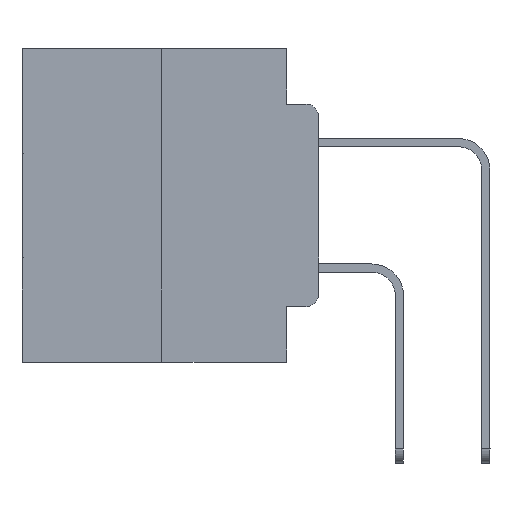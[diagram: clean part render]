
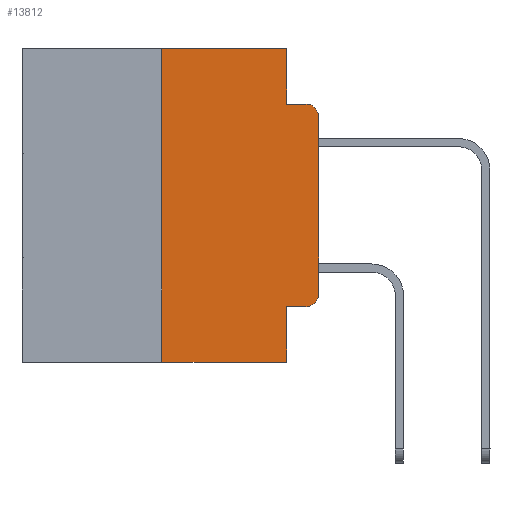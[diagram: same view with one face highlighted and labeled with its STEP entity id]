
A CAD part, left-side view. The second image highlights one B-rep face of the part: STEP entity #13812.
In plain terms, the highlighted planar face has unit normal (-1, 0, 0).
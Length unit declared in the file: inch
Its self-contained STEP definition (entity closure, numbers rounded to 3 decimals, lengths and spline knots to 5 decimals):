
#90 = ORIENTED_EDGE ( 'NONE', *, *, #14233, .T. ) ;
#632 = DIRECTION ( 'NONE',  ( 0., 0., -1. ) ) ;
#1052 = CARTESIAN_POINT ( 'NONE',  ( 0., 0.051, -0.4115 ) ) ;
#1245 = CARTESIAN_POINT ( 'NONE',  ( 0., 0.25, -0.5 ) ) ;
#2423 = DIRECTION ( 'NONE',  ( 1., 0., 0. ) ) ;
#2652 = AXIS2_PLACEMENT_3D ( 'NONE', #8726, #6043, #17384 ) ;
#2955 = LINE ( 'NONE', #14491, #11363 ) ;
#3164 = VECTOR ( 'NONE', #12576, 39.37008 ) ;
#3491 = LINE ( 'NONE', #26287, #20234 ) ;
#3873 = VERTEX_POINT ( 'NONE', #19078 ) ;
#4084 = ORIENTED_EDGE ( 'NONE', *, *, #8227, .T. ) ;
#4297 = VECTOR ( 'NONE', #22771, 39.37008 ) ;
#4521 = ORIENTED_EDGE ( 'NONE', *, *, #16320, .F. ) ;
#4844 = PLANE ( 'NONE',  #12876 ) ;
#5129 = VERTEX_POINT ( 'NONE', #11198 ) ;
#5741 = EDGE_CURVE ( 'NONE', #17121, #28950, #3491, .T. ) ;
#5810 = ORIENTED_EDGE ( 'NONE', *, *, #7603, .T. ) ;
#6043 = DIRECTION ( 'NONE',  ( -1., 0., 0. ) ) ;
#7396 = FACE_OUTER_BOUND ( 'NONE', #12638, .T. ) ;
#7603 = EDGE_CURVE ( 'NONE', #17121, #5129, #12093, .T. ) ;
#7734 = CARTESIAN_POINT ( 'NONE',  ( 0., 0.02, -0.3915 ) ) ;
#8227 = EDGE_CURVE ( 'NONE', #18428, #25396, #9377, .T. ) ;
#8598 = EDGE_CURVE ( 'NONE', #13477, #3873, #27900, .T. ) ;
#8711 = LINE ( 'NONE', #13619, #4297 ) ;
#8726 = CARTESIAN_POINT ( 'NONE',  ( 0., 0.02, -0.1085 ) ) ;
#9377 = CIRCLE ( 'NONE', #2652, 0.02 ) ;
#9845 = EDGE_CURVE ( 'NONE', #16450, #9904, #20719, .T. ) ;
#9904 = VERTEX_POINT ( 'NONE', #10342 ) ;
#9922 = CARTESIAN_POINT ( 'NONE',  ( 0., 0.473, 0. ) ) ;
#10281 = DIRECTION ( 'NONE',  ( 0., -1., 0. ) ) ;
#10342 = CARTESIAN_POINT ( 'NONE',  ( 0., 0.051, -0.0885 ) ) ;
#10752 = VECTOR ( 'NONE', #11801, 39.37008 ) ;
#11198 = CARTESIAN_POINT ( 'NONE',  ( 0., 0.051, -0.5 ) ) ;
#11363 = VECTOR ( 'NONE', #10281, 39.37008 ) ;
#11801 = DIRECTION ( 'NONE',  ( 0., -1., 0. ) ) ;
#11820 = VECTOR ( 'NONE', #27793, 39.37008 ) ;
#12014 = LINE ( 'NONE', #21153, #18182 ) ;
#12093 = LINE ( 'NONE', #16435, #10752 ) ;
#12576 = DIRECTION ( 'NONE',  ( 0., -1., 0. ) ) ;
#12638 = EDGE_LOOP ( 'NONE', ( #90, #4084, #4521, #19955, #21030, #16773, #5810, #27968, #14335, #25808 ) ) ;
#12876 = AXIS2_PLACEMENT_3D ( 'NONE', #9922, #2423, #13955 ) ;
#13477 = VERTEX_POINT ( 'NONE', #18769 ) ;
#13619 = CARTESIAN_POINT ( 'NONE',  ( 0., 0., 0. ) ) ;
#13812 = ADVANCED_FACE ( 'NONE', ( #7396 ), #4844, .F. ) ;
#13955 = DIRECTION ( 'NONE',  ( 0., 0., -1. ) ) ;
#14233 = EDGE_CURVE ( 'NONE', #28224, #18428, #8711, .T. ) ;
#14335 = ORIENTED_EDGE ( 'NONE', *, *, #8598, .T. ) ;
#14491 = CARTESIAN_POINT ( 'NONE',  ( 0., 0.473, 0. ) ) ;
#14867 = VECTOR ( 'NONE', #632, 39.37008 ) ;
#14998 = CARTESIAN_POINT ( 'NONE',  ( 0., 0.02, -0.0885 ) ) ;
#15097 = CARTESIAN_POINT ( 'NONE',  ( 0., 0.25, 0. ) ) ;
#15195 = EDGE_CURVE ( 'NONE', #13477, #5129, #25834, .T. ) ;
#16320 = EDGE_CURVE ( 'NONE', #9904, #25396, #12014, .T. ) ;
#16435 = CARTESIAN_POINT ( 'NONE',  ( 0., 0.473, -0.5 ) ) ;
#16450 = VERTEX_POINT ( 'NONE', #24445 ) ;
#16460 = AXIS2_PLACEMENT_3D ( 'NONE', #7734, #26015, #21191 ) ;
#16773 = ORIENTED_EDGE ( 'NONE', *, *, #5741, .F. ) ;
#17108 = DIRECTION ( 'NONE',  ( 0., 0., 1. ) ) ;
#17121 = VERTEX_POINT ( 'NONE', #1245 ) ;
#17384 = DIRECTION ( 'NONE',  ( 0., 0., -1. ) ) ;
#18182 = VECTOR ( 'NONE', #19175, 39.37008 ) ;
#18341 = CIRCLE ( 'NONE', #16460, 0.02 ) ;
#18428 = VERTEX_POINT ( 'NONE', #23339 ) ;
#18769 = CARTESIAN_POINT ( 'NONE',  ( 0., 0.051, -0.4115 ) ) ;
#18884 = EDGE_CURVE ( 'NONE', #3873, #28224, #18341, .T. ) ;
#19078 = CARTESIAN_POINT ( 'NONE',  ( 0., 0.02, -0.4115 ) ) ;
#19175 = DIRECTION ( 'NONE',  ( 0., -1., 0. ) ) ;
#19955 = ORIENTED_EDGE ( 'NONE', *, *, #9845, .F. ) ;
#20234 = VECTOR ( 'NONE', #17108, 39.37008 ) ;
#20719 = LINE ( 'NONE', #23281, #11820 ) ;
#21030 = ORIENTED_EDGE ( 'NONE', *, *, #24218, .F. ) ;
#21153 = CARTESIAN_POINT ( 'NONE',  ( 0., 0.051, -0.0885 ) ) ;
#21191 = DIRECTION ( 'NONE',  ( 0., 0., -1. ) ) ;
#22771 = DIRECTION ( 'NONE',  ( 0., 0., 1. ) ) ;
#23281 = CARTESIAN_POINT ( 'NONE',  ( 0., 0.051, 0. ) ) ;
#23339 = CARTESIAN_POINT ( 'NONE',  ( 0., 0., -0.1085 ) ) ;
#24218 = EDGE_CURVE ( 'NONE', #28950, #16450, #2955, .T. ) ;
#24355 = CARTESIAN_POINT ( 'NONE',  ( 0., 0., -0.3915 ) ) ;
#24445 = CARTESIAN_POINT ( 'NONE',  ( 0., 0.051, 0. ) ) ;
#25382 = CARTESIAN_POINT ( 'NONE',  ( 0., 0.051, 0. ) ) ;
#25396 = VERTEX_POINT ( 'NONE', #14998 ) ;
#25808 = ORIENTED_EDGE ( 'NONE', *, *, #18884, .T. ) ;
#25834 = LINE ( 'NONE', #25382, #14867 ) ;
#26015 = DIRECTION ( 'NONE',  ( -1., 0., 0. ) ) ;
#26287 = CARTESIAN_POINT ( 'NONE',  ( 0., 0.25, 0. ) ) ;
#27793 = DIRECTION ( 'NONE',  ( 0., 0., -1. ) ) ;
#27900 = LINE ( 'NONE', #1052, #3164 ) ;
#27968 = ORIENTED_EDGE ( 'NONE', *, *, #15195, .F. ) ;
#28224 = VERTEX_POINT ( 'NONE', #24355 ) ;
#28950 = VERTEX_POINT ( 'NONE', #15097 ) ;
